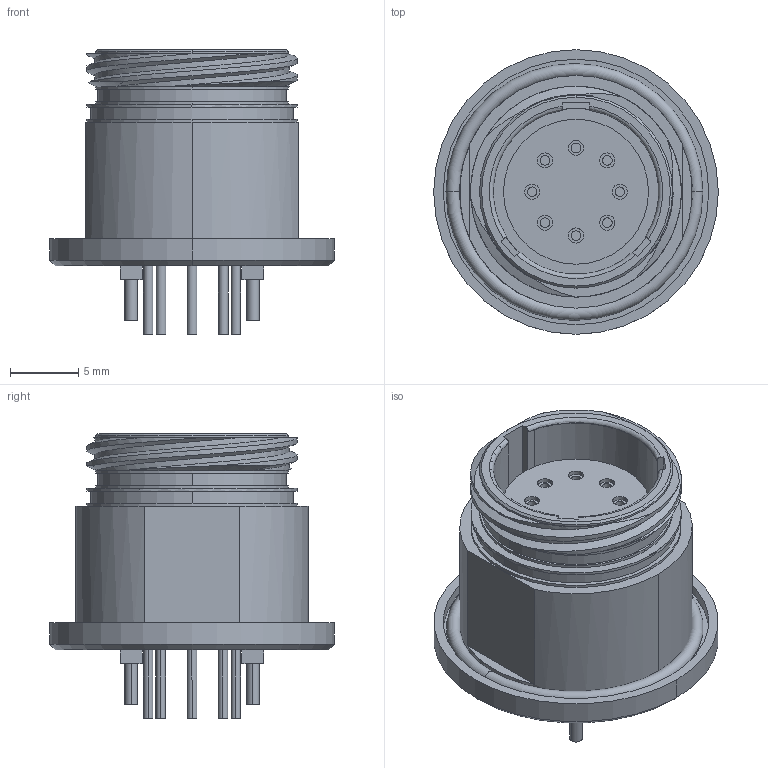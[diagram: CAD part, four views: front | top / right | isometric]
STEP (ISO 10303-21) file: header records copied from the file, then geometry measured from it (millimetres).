
FILE_DESCRIPTION((''),'2;1');
FILE_NAME('LEMO_HEU.2M.308.XLNP_Part1.stp','2015-01-19T15:10:08',(''),(''),'Mechanical Desktop 2011','Mechanical Desktop 2011',', , ');
FILE_SCHEMA(('AUTOMOTIVE_DESIGN { 1 2 10303 214 1 1 1 1 }'));
Length unit declared in the file: millimetre
Products named in the file (1): Product
Bounding box: 20.8 x 20.8 x 20.8 mm (x, y, z)
Volume: 2855.3 mm3; surface area: 3738.2 mm2
Topology: 29 solids, 29 shells, 277 faces, 604 edges, 404 vertices
Faces by surface type: cylinder 132, plane 119, torus 11, bspline 9, cone 6
Entity records: 8706 total; most frequent: CARTESIAN_POINT 2275, DIRECTION 1400, ORIENTED_EDGE 1208, EDGE_CURVE 604, AXIS2_PLACEMENT_3D 579, VERTEX_POINT 404, EDGE_LOOP 334, CIRCLE 310
